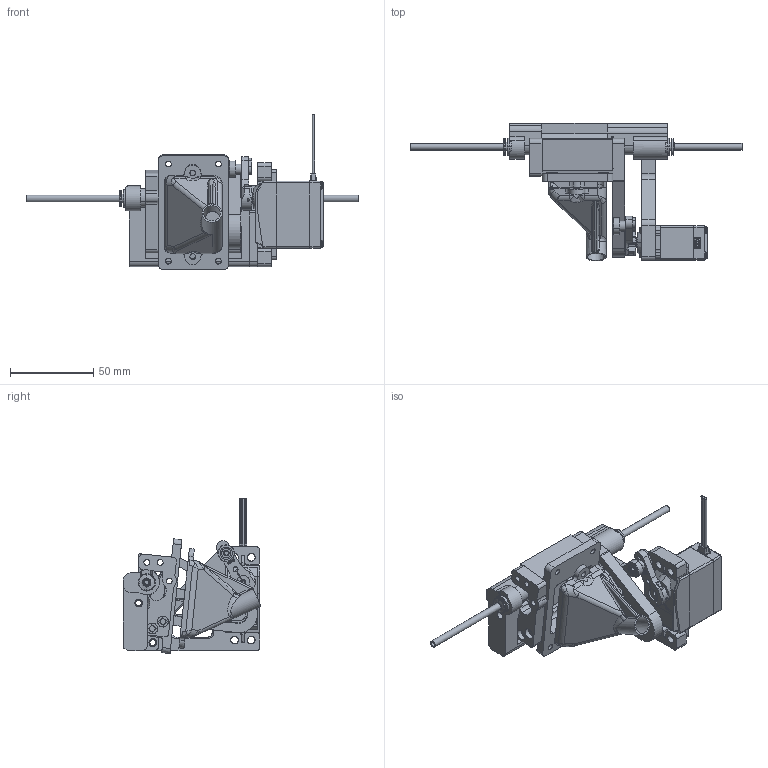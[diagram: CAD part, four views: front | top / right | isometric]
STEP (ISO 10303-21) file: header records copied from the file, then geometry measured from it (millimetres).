
FILE_DESCRIPTION(/* description */ (''),/* implementation_level */ '2;1');
FILE_NAME(/* name */ 'cutter.stp',/* time_stamp */ '2024-05-04T21:09:42+09:00',/* author */ (''),/* organization */ (''),/* preprocessor_version */ 'ST-DEVELOPER v19.3',/* originating_system */ 'SIEMENS PLM Software NX2212.3001',/* authorisation */ '');
FILE_SCHEMA (('AUTOMOTIVE_DESIGN { 1 0 10303 214 3 1 1 1 }'));
Products named in the file (1): trad_rack__default__step_objects
Bounding box: 199.18 x 82.75 x 92.95 mm (x, y, z)
Volume: 125400.7 mm3; surface area: 77941.3 mm2
Topology: 40 solids, 40 shells, 2169 faces, 5612 edges, 3494 vertices
Faces by surface type: cylinder 781, plane 741, torus 269, cone 174, bspline 138, sphere 66
Full cylindrical faces by diameter (mm): 3 x2, 3.5 x24, 4 x2, 4.7 x17, 6 x1, 6.5 x12, 8 x2, 10 x1, 10.2 x2
Entity records: 70630 total; most frequent: CARTESIAN_POINT 19542, ORIENTED_EDGE 10826, DIRECTION 9902, EDGE_CURVE 5413, AXIS2_PLACEMENT_3D 3834, VERTEX_POINT 3426, EDGE_LOOP 2403, LINE 2234
